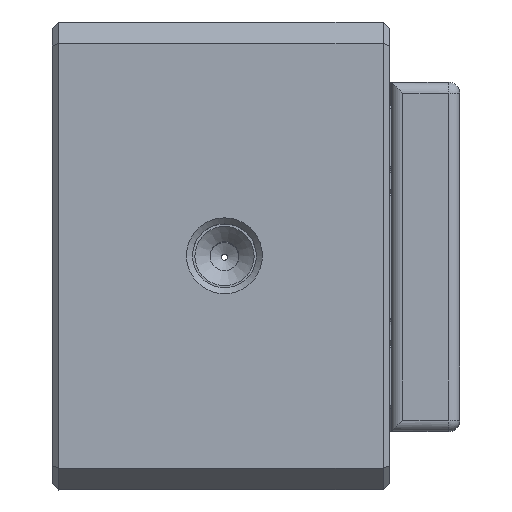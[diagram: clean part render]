
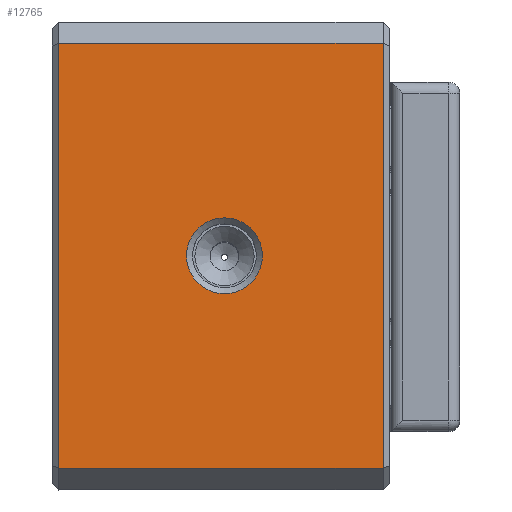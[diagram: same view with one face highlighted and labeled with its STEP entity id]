
A CAD part, top view. The second image highlights one B-rep face of the part: STEP entity #12765.
In plain terms, the highlighted planar face has unit normal (0, 0, 1).
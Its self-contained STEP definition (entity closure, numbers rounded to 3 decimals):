
#249=FACE_BOUND('',#2471,.T.);
#491=PLANE('',#14029);
#1660=FACE_OUTER_BOUND('',#2470,.T.);
#2470=EDGE_LOOP('',(#11599,#11600,#11601,#11602));
#2471=EDGE_LOOP('',(#11603));
#2864=CIRCLE('',#14012,2.5);
#3974=LINE('',#42380,#4807);
#3979=LINE('',#42389,#4812);
#3982=LINE('',#42394,#4815);
#3984=LINE('',#42398,#4817);
#4807=VECTOR('',#17030,10.);
#4812=VECTOR('',#17037,1000.);
#4815=VECTOR('',#17042,1000.);
#4817=VECTOR('',#17046,1000.);
#6029=VERTEX_POINT('',#42377);
#6030=VERTEX_POINT('',#42379);
#6033=VERTEX_POINT('',#42387);
#6034=VERTEX_POINT('',#42392);
#6038=VERTEX_POINT('',#42405);
#7876=EDGE_CURVE('',#6029,#6030,#3974,.T.);
#7881=EDGE_CURVE('',#6029,#6033,#3979,.T.);
#7884=EDGE_CURVE('',#6033,#6034,#3982,.T.);
#7886=EDGE_CURVE('',#6030,#6034,#3984,.T.);
#7891=EDGE_CURVE('',#6038,#6038,#2864,.T.);
#11599=ORIENTED_EDGE('',*,*,#7876,.F.);
#11600=ORIENTED_EDGE('',*,*,#7881,.T.);
#11601=ORIENTED_EDGE('',*,*,#7884,.T.);
#11602=ORIENTED_EDGE('',*,*,#7886,.F.);
#11603=ORIENTED_EDGE('',*,*,#7891,.T.);
#12765=ADVANCED_FACE('',(#1660,#249),#491,.F.);
#14012=AXIS2_PLACEMENT_3D('',#42407,#17054,#17055);
#14029=AXIS2_PLACEMENT_3D('',#42444,#17100,#17101);
#17030=DIRECTION('',(0.,-1.,0.));
#17037=DIRECTION('',(-1.,0.,0.));
#17042=DIRECTION('',(0.,-1.,0.));
#17046=DIRECTION('',(-1.,0.,0.));
#17054=DIRECTION('center_axis',(0.,0.,-1.));
#17055=DIRECTION('ref_axis',(-1.,0.,0.));
#17100=DIRECTION('center_axis',(0.,0.,-1.));
#17101=DIRECTION('ref_axis',(0.,-1.,0.));
#42377=CARTESIAN_POINT('',(12.85,14.,35.5));
#42379=CARTESIAN_POINT('',(12.85,-14.,35.5));
#42380=CARTESIAN_POINT('',(12.85,7.,35.5));
#42387=CARTESIAN_POINT('',(-8.54,14.,35.5));
#42389=CARTESIAN_POINT('',(46.778,14.,35.5));
#42392=CARTESIAN_POINT('',(-8.54,-14.,35.5));
#42394=CARTESIAN_POINT('',(-8.54,14.,35.5));
#42398=CARTESIAN_POINT('',(46.778,-14.,35.5));
#42405=CARTESIAN_POINT('',(-0.1,0.,35.5));
#42407=CARTESIAN_POINT('Origin',(2.4,0.,35.5));
#42444=CARTESIAN_POINT('Origin',(46.778,14.,35.5));
